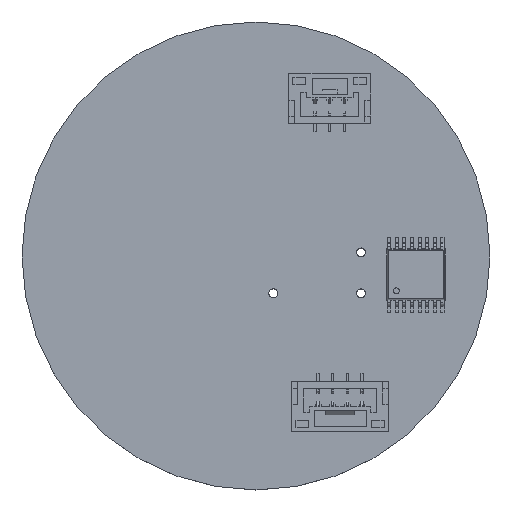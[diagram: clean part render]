
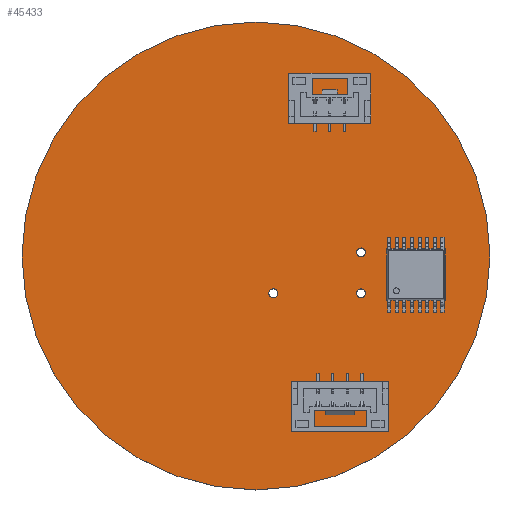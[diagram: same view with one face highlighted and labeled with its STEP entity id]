
A CAD part, top view. The second image highlights one B-rep face of the part: STEP entity #45433.
In plain terms, the highlighted planar face has unit normal (0, 0, 1).
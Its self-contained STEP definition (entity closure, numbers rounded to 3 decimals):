
#45255 = VERTEX_POINT('',#45256);
#45256 = CARTESIAN_POINT('',(20.,0.,1.6));
#45263 = CYLINDRICAL_SURFACE('',#45264,20.);
#45264 = AXIS2_PLACEMENT_3D('',#45265,#45266,#45267);
#45265 = CARTESIAN_POINT('',(0.,0.,0.));
#45266 = DIRECTION('',(0.,0.,-1.));
#45267 = DIRECTION('',(1.,0.,0.));
#45282 = EDGE_CURVE('',#45255,#45255,#45283,.T.);
#45283 = SURFACE_CURVE('',#45284,(#45289,#45296),.PCURVE_S1.);
#45284 = CIRCLE('',#45285,20.);
#45285 = AXIS2_PLACEMENT_3D('',#45286,#45287,#45288);
#45286 = CARTESIAN_POINT('',(0.,0.,1.6));
#45287 = DIRECTION('',(0.,0.,1.));
#45288 = DIRECTION('',(1.,0.,0.));
#45289 = PCURVE('',#45263,#45290);
#45290 = DEFINITIONAL_REPRESENTATION('',(#45291),#45295);
#45291 = LINE('',#45292,#45293);
#45292 = CARTESIAN_POINT('',(0.,-1.6));
#45293 = VECTOR('',#45294,1.);
#45294 = DIRECTION('',(-1.,0.));
#45295 = ( GEOMETRIC_REPRESENTATION_CONTEXT(2) 
PARAMETRIC_REPRESENTATION_CONTEXT() REPRESENTATION_CONTEXT('2D SPACE',''
  ) );
#45296 = PCURVE('',#45297,#45302);
#45297 = PLANE('',#45298);
#45298 = AXIS2_PLACEMENT_3D('',#45299,#45300,#45301);
#45299 = CARTESIAN_POINT('',(0.,0.,
    1.6));
#45300 = DIRECTION('',(0.,0.,1.));
#45301 = DIRECTION('',(1.,0.,0.));
#45302 = DEFINITIONAL_REPRESENTATION('',(#45303),#45307);
#45303 = CIRCLE('',#45304,20.);
#45304 = AXIS2_PLACEMENT_2D('',#45305,#45306);
#45305 = CARTESIAN_POINT('',(0.,0.));
#45306 = DIRECTION('',(1.,0.));
#45307 = ( GEOMETRIC_REPRESENTATION_CONTEXT(2) 
PARAMETRIC_REPRESENTATION_CONTEXT() REPRESENTATION_CONTEXT('2D SPACE',''
  ) );
#45360 = CYLINDRICAL_SURFACE('',#45361,0.381);
#45361 = AXIS2_PLACEMENT_3D('',#45362,#45363,#45364);
#45362 = CARTESIAN_POINT('',(1.48,-3.195,-0.8));
#45363 = DIRECTION('',(0.,0.,1.));
#45364 = DIRECTION('',(1.,0.,0.));
#45391 = CYLINDRICAL_SURFACE('',#45392,0.381);
#45392 = AXIS2_PLACEMENT_3D('',#45393,#45394,#45395);
#45393 = CARTESIAN_POINT('',(8.98,0.305,-0.8));
#45394 = DIRECTION('',(0.,0.,1.));
#45395 = DIRECTION('',(1.,0.,0.));
#45422 = CYLINDRICAL_SURFACE('',#45423,0.381);
#45423 = AXIS2_PLACEMENT_3D('',#45424,#45425,#45426);
#45424 = CARTESIAN_POINT('',(8.98,-3.195,-0.8));
#45425 = DIRECTION('',(0.,0.,1.));
#45426 = DIRECTION('',(1.,0.,0.));
#45433 = ADVANCED_FACE('',(#45434,#45437,#45463,#45489),#45297,.T.);
#45434 = FACE_BOUND('',#45435,.T.);
#45435 = EDGE_LOOP('',(#45436));
#45436 = ORIENTED_EDGE('',*,*,#45282,.T.);
#45437 = FACE_BOUND('',#45438,.T.);
#45438 = EDGE_LOOP('',(#45439));
#45439 = ORIENTED_EDGE('',*,*,#45440,.F.);
#45440 = EDGE_CURVE('',#45441,#45441,#45443,.T.);
#45441 = VERTEX_POINT('',#45442);
#45442 = CARTESIAN_POINT('',(9.361,0.305,1.6));
#45443 = SURFACE_CURVE('',#45444,(#45449,#45456),.PCURVE_S1.);
#45444 = CIRCLE('',#45445,0.381);
#45445 = AXIS2_PLACEMENT_3D('',#45446,#45447,#45448);
#45446 = CARTESIAN_POINT('',(8.98,0.305,1.6));
#45447 = DIRECTION('',(0.,0.,1.));
#45448 = DIRECTION('',(1.,0.,0.));
#45449 = PCURVE('',#45297,#45450);
#45450 = DEFINITIONAL_REPRESENTATION('',(#45451),#45455);
#45451 = CIRCLE('',#45452,0.381);
#45452 = AXIS2_PLACEMENT_2D('',#45453,#45454);
#45453 = CARTESIAN_POINT('',(8.98,0.305));
#45454 = DIRECTION('',(1.,0.));
#45455 = ( GEOMETRIC_REPRESENTATION_CONTEXT(2) 
PARAMETRIC_REPRESENTATION_CONTEXT() REPRESENTATION_CONTEXT('2D SPACE',''
  ) );
#45456 = PCURVE('',#45391,#45457);
#45457 = DEFINITIONAL_REPRESENTATION('',(#45458),#45462);
#45458 = LINE('',#45459,#45460);
#45459 = CARTESIAN_POINT('',(0.,2.4));
#45460 = VECTOR('',#45461,1.);
#45461 = DIRECTION('',(1.,0.));
#45462 = ( GEOMETRIC_REPRESENTATION_CONTEXT(2) 
PARAMETRIC_REPRESENTATION_CONTEXT() REPRESENTATION_CONTEXT('2D SPACE',''
  ) );
#45463 = FACE_BOUND('',#45464,.T.);
#45464 = EDGE_LOOP('',(#45465));
#45465 = ORIENTED_EDGE('',*,*,#45466,.F.);
#45466 = EDGE_CURVE('',#45467,#45467,#45469,.T.);
#45467 = VERTEX_POINT('',#45468);
#45468 = CARTESIAN_POINT('',(9.361,-3.195,1.6));
#45469 = SURFACE_CURVE('',#45470,(#45475,#45482),.PCURVE_S1.);
#45470 = CIRCLE('',#45471,0.381);
#45471 = AXIS2_PLACEMENT_3D('',#45472,#45473,#45474);
#45472 = CARTESIAN_POINT('',(8.98,-3.195,1.6));
#45473 = DIRECTION('',(0.,0.,1.));
#45474 = DIRECTION('',(1.,0.,0.));
#45475 = PCURVE('',#45297,#45476);
#45476 = DEFINITIONAL_REPRESENTATION('',(#45477),#45481);
#45477 = CIRCLE('',#45478,0.381);
#45478 = AXIS2_PLACEMENT_2D('',#45479,#45480);
#45479 = CARTESIAN_POINT('',(8.98,-3.195));
#45480 = DIRECTION('',(1.,0.));
#45481 = ( GEOMETRIC_REPRESENTATION_CONTEXT(2) 
PARAMETRIC_REPRESENTATION_CONTEXT() REPRESENTATION_CONTEXT('2D SPACE',''
  ) );
#45482 = PCURVE('',#45422,#45483);
#45483 = DEFINITIONAL_REPRESENTATION('',(#45484),#45488);
#45484 = LINE('',#45485,#45486);
#45485 = CARTESIAN_POINT('',(0.,2.4));
#45486 = VECTOR('',#45487,1.);
#45487 = DIRECTION('',(1.,0.));
#45488 = ( GEOMETRIC_REPRESENTATION_CONTEXT(2) 
PARAMETRIC_REPRESENTATION_CONTEXT() REPRESENTATION_CONTEXT('2D SPACE',''
  ) );
#45489 = FACE_BOUND('',#45490,.T.);
#45490 = EDGE_LOOP('',(#45491));
#45491 = ORIENTED_EDGE('',*,*,#45492,.F.);
#45492 = EDGE_CURVE('',#45493,#45493,#45495,.T.);
#45493 = VERTEX_POINT('',#45494);
#45494 = CARTESIAN_POINT('',(1.861,-3.195,1.6));
#45495 = SURFACE_CURVE('',#45496,(#45501,#45508),.PCURVE_S1.);
#45496 = CIRCLE('',#45497,0.381);
#45497 = AXIS2_PLACEMENT_3D('',#45498,#45499,#45500);
#45498 = CARTESIAN_POINT('',(1.48,-3.195,1.6));
#45499 = DIRECTION('',(0.,0.,1.));
#45500 = DIRECTION('',(1.,0.,0.));
#45501 = PCURVE('',#45297,#45502);
#45502 = DEFINITIONAL_REPRESENTATION('',(#45503),#45507);
#45503 = CIRCLE('',#45504,0.381);
#45504 = AXIS2_PLACEMENT_2D('',#45505,#45506);
#45505 = CARTESIAN_POINT('',(1.48,-3.195));
#45506 = DIRECTION('',(1.,0.));
#45507 = ( GEOMETRIC_REPRESENTATION_CONTEXT(2) 
PARAMETRIC_REPRESENTATION_CONTEXT() REPRESENTATION_CONTEXT('2D SPACE',''
  ) );
#45508 = PCURVE('',#45360,#45509);
#45509 = DEFINITIONAL_REPRESENTATION('',(#45510),#45514);
#45510 = LINE('',#45511,#45512);
#45511 = CARTESIAN_POINT('',(0.,2.4));
#45512 = VECTOR('',#45513,1.);
#45513 = DIRECTION('',(1.,0.));
#45514 = ( GEOMETRIC_REPRESENTATION_CONTEXT(2) 
PARAMETRIC_REPRESENTATION_CONTEXT() REPRESENTATION_CONTEXT('2D SPACE',''
  ) );
